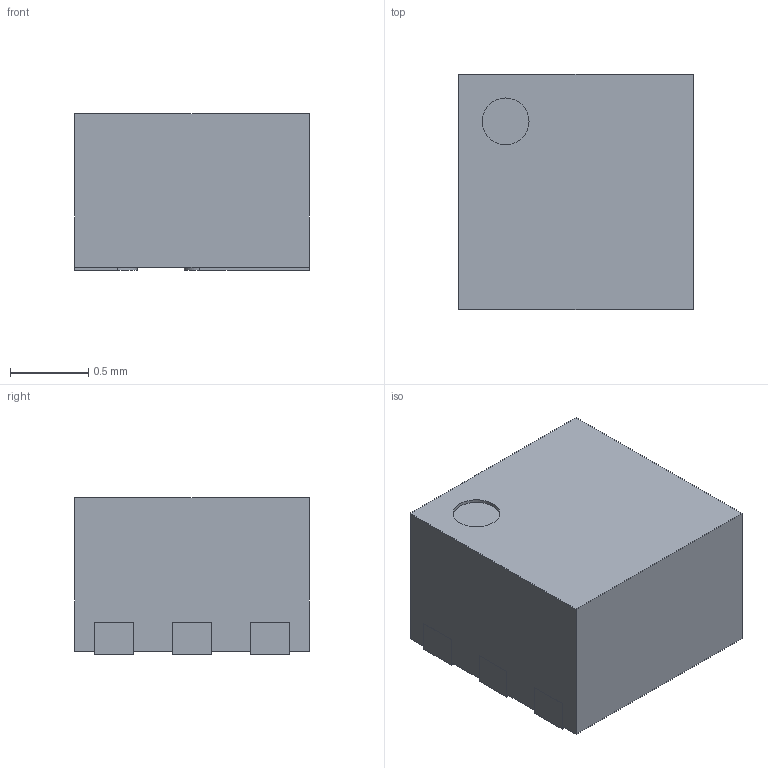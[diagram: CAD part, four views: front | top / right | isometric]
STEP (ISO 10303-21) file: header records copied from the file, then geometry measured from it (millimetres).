
FILE_DESCRIPTION (( 'STEP AP214' ), '1' );
FILE_NAME ('VSON_HR(6).STEP', '2022-09-24T16:01:39', ( '' ), ( '' ), 'SwSTEP 2.0', 'SolidWorks 2022', '' );
FILE_SCHEMA (( 'AUTOMOTIVE_DESIGN' ));
Length unit declared in the file: millimetre
Products named in the file (1): VSON_HR(6)
Bounding box: 1.5 x 1.5 x 1 mm (x, y, z)
Volume: 2.2 mm3; surface area: 10.6 mm2
Topology: 1 solids, 1 shells, 48 faces, 135 edges, 90 vertices
Faces by surface type: plane 37, cylinder 11
Entity records: 1982 total; most frequent: CARTESIAN_POINT 274, ORIENTED_EDGE 270, DIRECTION 255, EDGE_CURVE 135, LINE 113, VECTOR 113, VERTEX_POINT 90, AXIS2_PLACEMENT_3D 71
